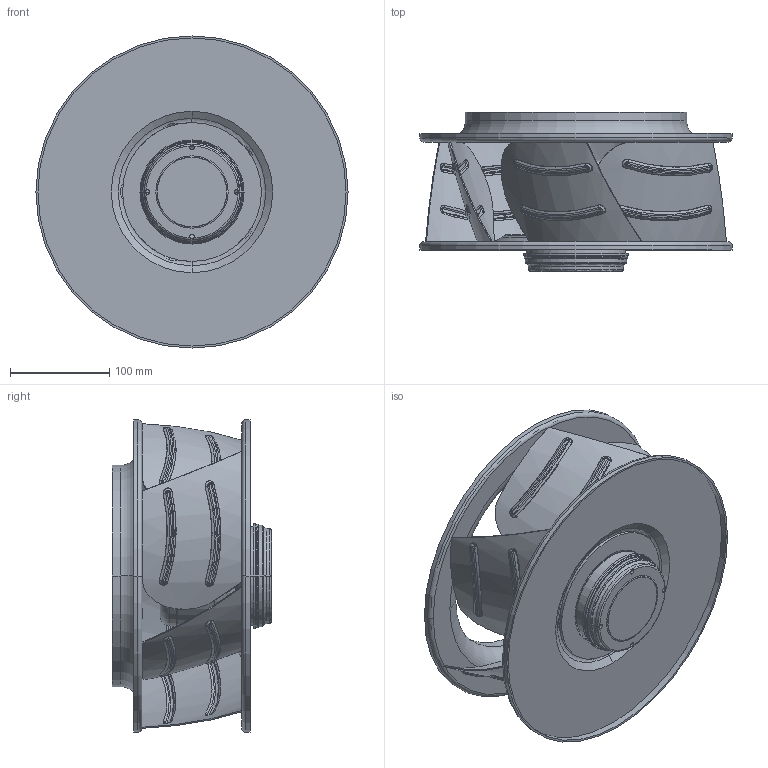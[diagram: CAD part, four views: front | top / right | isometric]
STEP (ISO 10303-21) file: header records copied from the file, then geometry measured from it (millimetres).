
FILE_DESCRIPTION((''),'2;1');
FILE_NAME('ASM0001_ASM','2019-01-16T',('Administrator'),(''),'PRO/ENGINEER BY PARAMETRIC TECHNOLOGY CORPORATION, 2009440','PRO/ENGINEER BY PARAMETRIC TECHNOLOGY CORPORATION, 2009440','');
FILE_SCHEMA(('CONFIG_CONTROL_DESIGN'));
Products named in the file (4): 315; 102TIEKE; DC355-DIZUO; ASM0001_ASM
Assembly tree (3 placements, depth 2):
  ASM0001_ASM
    315
    102TIEKE
    DC355-DIZUO
Bounding box: 315 x 161 x 315 mm (x, y, z)
Volume: 591501.4 mm3; surface area: 569821.8 mm2
Topology: 4 solids, 4 shells, 520 faces, 1179 edges, 708 vertices
Faces by surface type: bspline 299, torus 67, cylinder 60, plane 52, cone 32, revolution 10
Entity records: 36021 total; most frequent: CARTESIAN_POINT 26097, ORIENTED_EDGE 2358, DIRECTION 1478, EDGE_CURVE 1179, VERTEX_POINT 708, AXIS2_PLACEMENT_3D 627, EDGE_LOOP 583, B_SPLINE_CURVE_WITH_KNOTS 566
